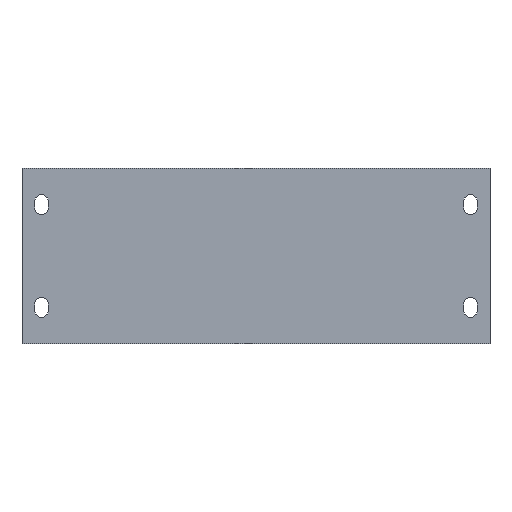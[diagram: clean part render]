
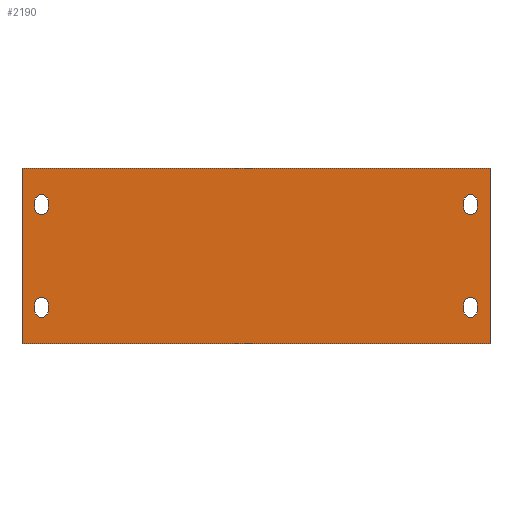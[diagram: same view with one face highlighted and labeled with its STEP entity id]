
A CAD part, front view. The second image highlights one B-rep face of the part: STEP entity #2190.
In plain terms, the highlighted planar face has unit normal (0, -1, 0).
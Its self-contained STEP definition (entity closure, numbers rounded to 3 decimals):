
#58=FACE_BOUND('',#389,.T.);
#59=FACE_BOUND('',#390,.T.);
#60=FACE_BOUND('',#391,.T.);
#61=FACE_BOUND('',#392,.T.);
#131=PLANE('',#2381);
#238=FACE_OUTER_BOUND('',#388,.T.);
#388=EDGE_LOOP('',(#1978,#1979,#1980,#1981));
#389=EDGE_LOOP('',(#1982,#1983,#1984,#1985));
#390=EDGE_LOOP('',(#1986,#1987,#1988,#1989));
#391=EDGE_LOOP('',(#1990,#1991,#1992,#1993));
#392=EDGE_LOOP('',(#1994,#1995,#1996,#1997));
#569=LINE('',#3469,#791);
#573=LINE('',#3480,#795);
#577=LINE('',#3493,#799);
#581=LINE('',#3504,#803);
#585=LINE('',#3517,#807);
#589=LINE('',#3528,#811);
#593=LINE('',#3541,#815);
#597=LINE('',#3552,#819);
#600=LINE('',#3559,#822);
#620=LINE('',#3598,#842);
#621=LINE('',#3600,#843);
#622=LINE('',#3601,#844);
#791=VECTOR('',#2856,1.7);
#795=VECTOR('',#2868,1.7);
#799=VECTOR('',#2880,1.7);
#803=VECTOR('',#2892,1.7);
#807=VECTOR('',#2904,1.7);
#811=VECTOR('',#2916,1.7);
#815=VECTOR('',#2928,1.7);
#819=VECTOR('',#2940,1.7);
#822=VECTOR('',#2945,45.);
#842=VECTOR('',#2977,45.);
#843=VECTOR('',#2980,120.);
#844=VECTOR('',#2981,120.);
#911=CIRCLE('',#2343,1.75);
#913=CIRCLE('',#2347,1.75);
#915=CIRCLE('',#2351,1.75);
#917=CIRCLE('',#2355,1.75);
#919=CIRCLE('',#2359,1.75);
#921=CIRCLE('',#2363,1.75);
#923=CIRCLE('',#2367,1.75);
#925=CIRCLE('',#2371,1.75);
#1085=VERTEX_POINT('',#3459);
#1086=VERTEX_POINT('',#3460);
#1089=VERTEX_POINT('',#3468);
#1091=VERTEX_POINT('',#3474);
#1093=VERTEX_POINT('',#3483);
#1094=VERTEX_POINT('',#3484);
#1097=VERTEX_POINT('',#3492);
#1099=VERTEX_POINT('',#3498);
#1101=VERTEX_POINT('',#3507);
#1102=VERTEX_POINT('',#3508);
#1105=VERTEX_POINT('',#3516);
#1107=VERTEX_POINT('',#3522);
#1109=VERTEX_POINT('',#3531);
#1110=VERTEX_POINT('',#3532);
#1113=VERTEX_POINT('',#3540);
#1115=VERTEX_POINT('',#3546);
#1117=VERTEX_POINT('',#3555);
#1119=VERTEX_POINT('',#3558);
#1131=VERTEX_POINT('',#3594);
#1132=VERTEX_POINT('',#3596);
#1365=EDGE_CURVE('',#1085,#1086,#911,.T.);
#1369=EDGE_CURVE('',#1086,#1089,#569,.T.);
#1372=EDGE_CURVE('',#1089,#1091,#913,.T.);
#1375=EDGE_CURVE('',#1091,#1085,#573,.T.);
#1377=EDGE_CURVE('',#1093,#1094,#915,.T.);
#1381=EDGE_CURVE('',#1094,#1097,#577,.T.);
#1384=EDGE_CURVE('',#1097,#1099,#917,.T.);
#1387=EDGE_CURVE('',#1099,#1093,#581,.T.);
#1389=EDGE_CURVE('',#1101,#1102,#919,.T.);
#1393=EDGE_CURVE('',#1102,#1105,#585,.T.);
#1396=EDGE_CURVE('',#1105,#1107,#921,.T.);
#1399=EDGE_CURVE('',#1107,#1101,#589,.T.);
#1401=EDGE_CURVE('',#1109,#1110,#923,.T.);
#1405=EDGE_CURVE('',#1110,#1113,#593,.T.);
#1408=EDGE_CURVE('',#1113,#1115,#925,.T.);
#1411=EDGE_CURVE('',#1115,#1109,#597,.T.);
#1414=EDGE_CURVE('',#1117,#1119,#600,.T.);
#1434=EDGE_CURVE('',#1131,#1132,#620,.T.);
#1435=EDGE_CURVE('',#1131,#1117,#621,.T.);
#1436=EDGE_CURVE('',#1119,#1132,#622,.T.);
#1978=ORIENTED_EDGE('',*,*,#1435,.F.);
#1979=ORIENTED_EDGE('',*,*,#1434,.T.);
#1980=ORIENTED_EDGE('',*,*,#1436,.F.);
#1981=ORIENTED_EDGE('',*,*,#1414,.F.);
#1982=ORIENTED_EDGE('',*,*,#1372,.T.);
#1983=ORIENTED_EDGE('',*,*,#1375,.T.);
#1984=ORIENTED_EDGE('',*,*,#1365,.T.);
#1985=ORIENTED_EDGE('',*,*,#1369,.T.);
#1986=ORIENTED_EDGE('',*,*,#1384,.T.);
#1987=ORIENTED_EDGE('',*,*,#1387,.T.);
#1988=ORIENTED_EDGE('',*,*,#1377,.T.);
#1989=ORIENTED_EDGE('',*,*,#1381,.T.);
#1990=ORIENTED_EDGE('',*,*,#1396,.T.);
#1991=ORIENTED_EDGE('',*,*,#1399,.T.);
#1992=ORIENTED_EDGE('',*,*,#1389,.T.);
#1993=ORIENTED_EDGE('',*,*,#1393,.T.);
#1994=ORIENTED_EDGE('',*,*,#1408,.T.);
#1995=ORIENTED_EDGE('',*,*,#1411,.T.);
#1996=ORIENTED_EDGE('',*,*,#1401,.T.);
#1997=ORIENTED_EDGE('',*,*,#1405,.T.);
#2190=ADVANCED_FACE('',(#238,#58,#59,#60,#61),#131,.T.);
#2343=AXIS2_PLACEMENT_3D('',#3461,#2848,#2849);
#2347=AXIS2_PLACEMENT_3D('',#3475,#2861,#2862);
#2351=AXIS2_PLACEMENT_3D('',#3485,#2872,#2873);
#2355=AXIS2_PLACEMENT_3D('',#3499,#2885,#2886);
#2359=AXIS2_PLACEMENT_3D('',#3509,#2896,#2897);
#2363=AXIS2_PLACEMENT_3D('',#3523,#2909,#2910);
#2367=AXIS2_PLACEMENT_3D('',#3533,#2920,#2921);
#2371=AXIS2_PLACEMENT_3D('',#3547,#2933,#2934);
#2381=AXIS2_PLACEMENT_3D('',#3599,#2978,#2979);
#2848=DIRECTION('center_axis',(0.,1.,0.));
#2849=DIRECTION('ref_axis',(-1.,0.,0.));
#2856=DIRECTION('',(0.,0.,-1.));
#2861=DIRECTION('center_axis',(0.,1.,0.));
#2862=DIRECTION('ref_axis',(1.,0.,0.));
#2868=DIRECTION('',(0.,0.,1.));
#2872=DIRECTION('center_axis',(0.,1.,0.));
#2873=DIRECTION('ref_axis',(-1.,0.,0.));
#2880=DIRECTION('',(0.,0.,1.));
#2885=DIRECTION('center_axis',(0.,1.,0.));
#2886=DIRECTION('ref_axis',(1.,0.,0.));
#2892=DIRECTION('',(0.,0.,-1.));
#2896=DIRECTION('center_axis',(0.,1.,0.));
#2897=DIRECTION('ref_axis',(1.,0.,0.));
#2904=DIRECTION('',(0.,0.,1.));
#2909=DIRECTION('center_axis',(0.,1.,0.));
#2910=DIRECTION('ref_axis',(-1.,0.,0.));
#2916=DIRECTION('',(0.,0.,-1.));
#2920=DIRECTION('center_axis',(0.,1.,0.));
#2921=DIRECTION('ref_axis',(1.,0.,0.));
#2928=DIRECTION('',(0.,0.,-1.));
#2933=DIRECTION('center_axis',(0.,1.,0.));
#2934=DIRECTION('ref_axis',(-1.,0.,0.));
#2940=DIRECTION('',(0.,0.,1.));
#2945=DIRECTION('',(0.,0.,-1.));
#2977=DIRECTION('',(0.,0.,-1.));
#2978=DIRECTION('center_axis',(0.,-1.,0.));
#2979=DIRECTION('ref_axis',(-1.,0.,0.));
#2980=DIRECTION('',(1.,0.,0.));
#2981=DIRECTION('',(-1.,0.,0.));
#3459=CARTESIAN_POINT('',(-56.75,0.,-34.8));
#3460=CARTESIAN_POINT('',(-53.25,0.,-34.8));
#3461=CARTESIAN_POINT('Origin',(-55.,0.,-34.8));
#3468=CARTESIAN_POINT('',(-53.25,0.,-36.5));
#3469=CARTESIAN_POINT('',(-53.25,0.,-18.25));
#3474=CARTESIAN_POINT('',(-56.75,0.,-36.5));
#3475=CARTESIAN_POINT('Origin',(-55.,0.,-36.5));
#3480=CARTESIAN_POINT('',(-56.75,0.,-17.4));
#3483=CARTESIAN_POINT('',(56.75,0.,-36.5));
#3484=CARTESIAN_POINT('',(53.25,0.,-36.5));
#3485=CARTESIAN_POINT('Origin',(55.,0.,-36.5));
#3492=CARTESIAN_POINT('',(53.25,0.,-34.8));
#3493=CARTESIAN_POINT('',(53.25,0.,-17.4));
#3498=CARTESIAN_POINT('',(56.75,0.,-34.8));
#3499=CARTESIAN_POINT('Origin',(55.,0.,-34.8));
#3504=CARTESIAN_POINT('',(56.75,0.,-18.25));
#3507=CARTESIAN_POINT('',(56.75,0.,-10.2));
#3508=CARTESIAN_POINT('',(53.25,0.,-10.2));
#3509=CARTESIAN_POINT('Origin',(55.,0.,-10.2));
#3516=CARTESIAN_POINT('',(53.25,0.,-8.5));
#3517=CARTESIAN_POINT('',(53.25,0.,-4.25));
#3522=CARTESIAN_POINT('',(56.75,0.,-8.5));
#3523=CARTESIAN_POINT('Origin',(55.,0.,-8.5));
#3528=CARTESIAN_POINT('',(56.75,0.,-5.1));
#3531=CARTESIAN_POINT('',(-56.75,0.,-8.5));
#3532=CARTESIAN_POINT('',(-53.25,0.,-8.5));
#3533=CARTESIAN_POINT('Origin',(-55.,0.,-8.5));
#3540=CARTESIAN_POINT('',(-53.25,0.,-10.2));
#3541=CARTESIAN_POINT('',(-53.25,0.,-5.1));
#3546=CARTESIAN_POINT('',(-56.75,0.,-10.2));
#3547=CARTESIAN_POINT('Origin',(-55.,0.,-10.2));
#3552=CARTESIAN_POINT('',(-56.75,0.,-4.25));
#3555=CARTESIAN_POINT('',(60.,0.,0.));
#3558=CARTESIAN_POINT('',(60.,0.,-45.));
#3559=CARTESIAN_POINT('',(60.,0.,0.));
#3594=CARTESIAN_POINT('',(-60.,0.,0.));
#3596=CARTESIAN_POINT('',(-60.,0.,-45.));
#3598=CARTESIAN_POINT('',(-60.,0.,0.));
#3599=CARTESIAN_POINT('Origin',(60.,0.,0.));
#3600=CARTESIAN_POINT('',(0.,0.,0.));
#3601=CARTESIAN_POINT('',(0.,0.,-45.));
